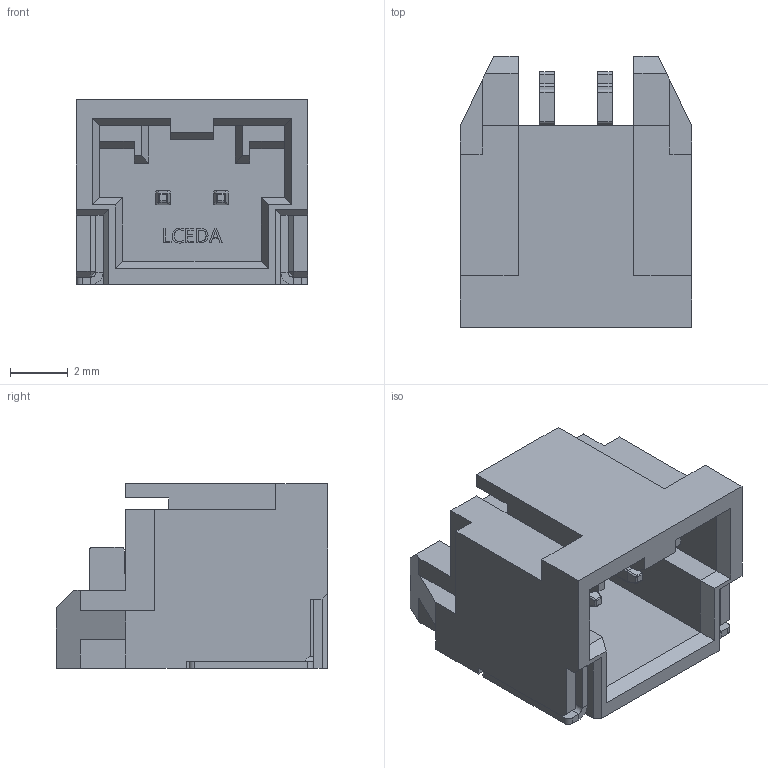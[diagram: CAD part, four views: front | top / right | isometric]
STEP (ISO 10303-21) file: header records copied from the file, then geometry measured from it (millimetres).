
FILE_DESCRIPTION (( 'STEP AP214' ), '1' );
FILE_NAME ('CONN-SMD_2P-P2.00_MOLEX_5023520201.step', '2022-07-29T12:40:09', ( '' ), ( '' ), 'SwSTEP 2.0', 'SolidWorks 2020', '' );
FILE_SCHEMA (( 'AUTOMOTIVE_DESIGN' ));
Length unit declared in the file: millimetre
Products named in the file (1): CONN-SMD_2P-P2.00_MOLEX_5023520201
Bounding box: 8 x 9.4 x 6.4 mm (x, y, z)
Volume: 220.3 mm3; surface area: 545.1 mm2
Topology: 14 solids, 14 shells, 521 faces, 1399 edges, 906 vertices
Faces by surface type: plane 347, bspline 112, cylinder 54, sphere 8
Entity records: 23111 total; most frequent: CARTESIAN_POINT 4995, ORIENTED_EDGE 2782, DIRECTION 2051, EDGE_CURVE 1391, LINE 1047, VECTOR 1047, VERTEX_POINT 906, EDGE_LOOP 545
